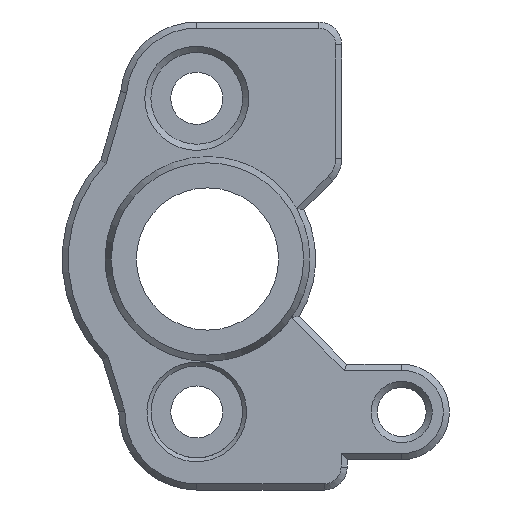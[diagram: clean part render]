
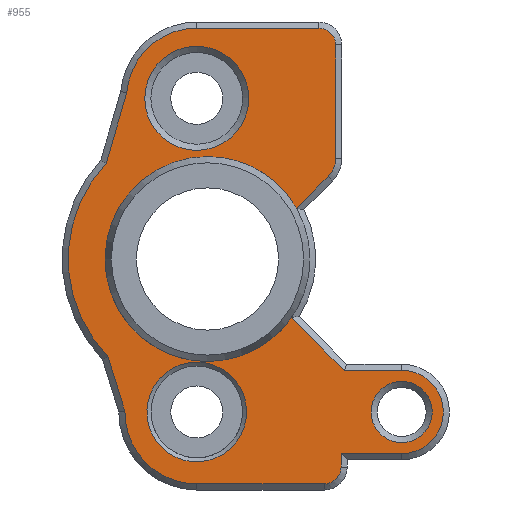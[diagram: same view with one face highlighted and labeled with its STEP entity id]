
A CAD part, front view. The second image highlights one B-rep face of the part: STEP entity #955.
In plain terms, the highlighted planar face has unit normal (0, -1, 0).
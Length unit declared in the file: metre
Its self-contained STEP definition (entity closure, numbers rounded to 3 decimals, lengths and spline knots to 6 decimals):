
#22=LINE('',#1509,#88);
#25=LINE('',#1515,#91);
#27=LINE('',#1527,#93);
#29=LINE('',#1539,#95);
#33=LINE('',#1551,#99);
#37=LINE('',#1563,#103);
#40=LINE('',#1572,#106);
#41=LINE('',#1574,#107);
#45=LINE('',#1583,#111);
#49=LINE('',#1593,#115);
#88=VECTOR('',#1188,1.);
#91=VECTOR('',#1193,1.);
#93=VECTOR('',#1207,1.);
#95=VECTOR('',#1221,1.);
#99=VECTOR('',#1233,1.);
#103=VECTOR('',#1245,1.);
#106=VECTOR('',#1256,1.);
#107=VECTOR('',#1259,1.);
#111=VECTOR('',#1265,1.);
#115=VECTOR('',#1277,1.);
#158=PLANE('',#1084);
#310=ORIENTED_EDGE('',*,*,#539,.F.);
#311=ORIENTED_EDGE('',*,*,#540,.F.);
#312=ORIENTED_EDGE('',*,*,#541,.F.);
#313=ORIENTED_EDGE('',*,*,#463,.F.);
#314=ORIENTED_EDGE('',*,*,#512,.T.);
#315=ORIENTED_EDGE('',*,*,#510,.T.);
#316=ORIENTED_EDGE('',*,*,#507,.T.);
#317=ORIENTED_EDGE('',*,*,#504,.T.);
#318=ORIENTED_EDGE('',*,*,#501,.T.);
#319=ORIENTED_EDGE('',*,*,#498,.T.);
#320=ORIENTED_EDGE('',*,*,#495,.T.);
#321=ORIENTED_EDGE('',*,*,#492,.T.);
#322=ORIENTED_EDGE('',*,*,#489,.T.);
#323=ORIENTED_EDGE('',*,*,#486,.T.);
#324=ORIENTED_EDGE('',*,*,#483,.T.);
#325=ORIENTED_EDGE('',*,*,#477,.T.);
#326=ORIENTED_EDGE('',*,*,#480,.T.);
#327=ORIENTED_EDGE('',*,*,#517,.T.);
#328=ORIENTED_EDGE('',*,*,#521,.T.);
#329=ORIENTED_EDGE('',*,*,#523,.T.);
#330=ORIENTED_EDGE('',*,*,#513,.T.);
#463=EDGE_CURVE('',#591,#592,#677,.T.);
#477=EDGE_CURVE('',#602,#605,#681,.T.);
#480=EDGE_CURVE('',#605,#607,#22,.T.);
#483=EDGE_CURVE('',#608,#602,#25,.T.);
#486=EDGE_CURVE('',#610,#608,#684,.T.);
#489=EDGE_CURVE('',#612,#610,#27,.T.);
#492=EDGE_CURVE('',#614,#612,#688,.T.);
#495=EDGE_CURVE('',#616,#614,#29,.T.);
#498=EDGE_CURVE('',#618,#616,#691,.T.);
#501=EDGE_CURVE('',#620,#618,#33,.T.);
#504=EDGE_CURVE('',#622,#620,#693,.T.);
#507=EDGE_CURVE('',#624,#622,#37,.T.);
#510=EDGE_CURVE('',#626,#624,#695,.T.);
#512=EDGE_CURVE('',#591,#626,#40,.T.);
#513=EDGE_CURVE('',#628,#592,#41,.T.);
#517=EDGE_CURVE('',#607,#631,#45,.T.);
#521=EDGE_CURVE('',#631,#633,#697,.T.);
#523=EDGE_CURVE('',#633,#628,#49,.T.);
#539=EDGE_CURVE('',#644,#644,#705,.T.);
#540=EDGE_CURVE('',#645,#645,#706,.T.);
#541=EDGE_CURVE('',#646,#646,#707,.T.);
#591=VERTEX_POINT('',#1468);
#592=VERTEX_POINT('',#1470);
#602=VERTEX_POINT('',#1497);
#605=VERTEX_POINT('',#1502);
#607=VERTEX_POINT('',#1508);
#608=VERTEX_POINT('',#1512);
#610=VERTEX_POINT('',#1518);
#612=VERTEX_POINT('',#1524);
#614=VERTEX_POINT('',#1530);
#616=VERTEX_POINT('',#1536);
#618=VERTEX_POINT('',#1542);
#620=VERTEX_POINT('',#1548);
#622=VERTEX_POINT('',#1554);
#624=VERTEX_POINT('',#1560);
#626=VERTEX_POINT('',#1566);
#628=VERTEX_POINT('',#1575);
#631=VERTEX_POINT('',#1582);
#633=VERTEX_POINT('',#1589);
#644=VERTEX_POINT('',#1628);
#645=VERTEX_POINT('',#1630);
#646=VERTEX_POINT('',#1632);
#677=CIRCLE('',#1028,0.00669);
#681=CIRCLE('',#1037,0.0011);
#684=CIRCLE('',#1043,0.0047);
#688=CIRCLE('',#1049,0.0091);
#691=CIRCLE('',#1054,0.00459);
#693=CIRCLE('',#1058,0.0011);
#695=CIRCLE('',#1062,0.0017);
#697=CIRCLE('',#1068,0.002725);
#705=CIRCLE('',#1085,0.0034);
#706=CIRCLE('',#1086,0.002);
#707=CIRCLE('',#1087,0.003259);
#762=EDGE_LOOP('',(#310));
#763=EDGE_LOOP('',(#311));
#764=EDGE_LOOP('',(#312));
#765=EDGE_LOOP('',(#313,#314,#315,#316,#317,#318,#319,#320,#321,#322,#323,
#324,#325,#326,#327,#328,#329,#330));
#852=FACE_BOUND('',#762,.T.);
#853=FACE_BOUND('',#763,.T.);
#854=FACE_BOUND('',#764,.T.);
#855=FACE_BOUND('',#765,.T.);
#955=ADVANCED_FACE('',(#852,#853,#854,#855),#158,.T.);
#1028=AXIS2_PLACEMENT_3D('',#1469,#1157,#1158);
#1037=AXIS2_PLACEMENT_3D('',#1503,#1182,#1183);
#1043=AXIS2_PLACEMENT_3D('',#1521,#1200,#1201);
#1049=AXIS2_PLACEMENT_3D('',#1533,#1214,#1215);
#1054=AXIS2_PLACEMENT_3D('',#1545,#1227,#1228);
#1058=AXIS2_PLACEMENT_3D('',#1557,#1239,#1240);
#1062=AXIS2_PLACEMENT_3D('',#1569,#1251,#1252);
#1068=AXIS2_PLACEMENT_3D('',#1590,#1272,#1273);
#1084=AXIS2_PLACEMENT_3D('',#1626,#1314,#1315);
#1085=AXIS2_PLACEMENT_3D('',#1627,#1316,#1317);
#1086=AXIS2_PLACEMENT_3D('',#1629,#1318,#1319);
#1087=AXIS2_PLACEMENT_3D('',#1631,#1320,#1321);
#1157=DIRECTION('',(0.,-1.,0.));
#1158=DIRECTION('',(0.,0.,1.));
#1182=DIRECTION('',(0.,-1.,0.));
#1183=DIRECTION('',(0.,0.,1.));
#1188=DIRECTION('',(0.,0.,1.));
#1193=DIRECTION('',(1.,0.,0.));
#1200=DIRECTION('',(0.,-1.,0.));
#1201=DIRECTION('',(0.,0.,1.));
#1207=DIRECTION('',(0.296,0.,-0.955));
#1214=DIRECTION('',(0.,-1.,0.));
#1215=DIRECTION('',(0.,0.,1.));
#1221=DIRECTION('',(-0.279,0.,-0.96));
#1227=DIRECTION('',(0.,-1.,0.));
#1228=DIRECTION('',(0.,0.,1.));
#1233=DIRECTION('',(-1.,0.,0.));
#1239=DIRECTION('',(0.,-1.,0.));
#1240=DIRECTION('',(0.,0.,1.));
#1245=DIRECTION('',(0.,0.,1.));
#1251=DIRECTION('',(0.,-1.,0.));
#1252=DIRECTION('',(0.,0.,1.));
#1256=DIRECTION('',(0.707,0.,0.707));
#1259=DIRECTION('',(-0.707,0.,0.707));
#1265=DIRECTION('',(1.,0.,0.));
#1272=DIRECTION('',(0.,-1.,0.));
#1273=DIRECTION('',(0.,0.,1.));
#1277=DIRECTION('',(-1.,0.,0.));
#1314=DIRECTION('',(0.,-1.,0.));
#1315=DIRECTION('',(1.,0.,0.));
#1316=DIRECTION('',(0.,-1.,0.));
#1317=DIRECTION('',(0.,0.,-1.));
#1318=DIRECTION('',(0.,-1.,0.));
#1319=DIRECTION('',(0.,0.,-1.));
#1320=DIRECTION('',(0.,-1.,0.));
#1321=DIRECTION('',(0.,0.,1.));
#1468=CARTESIAN_POINT('',(0.220861,0.004442,0.195924));
#1469=CARTESIAN_POINT('',(0.215046,0.004442,0.192616));
#1470=CARTESIAN_POINT('',(0.220533,0.004442,0.188788));
#1497=CARTESIAN_POINT('',(0.222676,0.004442,0.177916));
#1502=CARTESIAN_POINT('',(0.223776,0.004442,0.179016));
#1503=CARTESIAN_POINT('',(0.222676,0.004442,0.179016));
#1508=CARTESIAN_POINT('',(0.223776,0.004442,0.179891));
#1509=CARTESIAN_POINT('',(0.223776,0.004442,0.179016));
#1512=CARTESIAN_POINT('',(0.214346,0.004442,0.177916));
#1515=CARTESIAN_POINT('',(0.214346,0.004442,0.177916));
#1518=CARTESIAN_POINT('',(0.209646,0.004442,0.182675));
#1521=CARTESIAN_POINT('',(0.214346,0.004442,0.182616));
#1524=CARTESIAN_POINT('',(0.208536,0.004442,0.186257));
#1527=CARTESIAN_POINT('',(0.208536,0.004442,0.186257));
#1530=CARTESIAN_POINT('',(0.208425,0.004442,0.198859));
#1533=CARTESIAN_POINT('',(0.215046,0.004442,0.192616));
#1536=CARTESIAN_POINT('',(0.209771,0.004442,0.20349));
#1539=CARTESIAN_POINT('',(0.209771,0.004442,0.20349));
#1542=CARTESIAN_POINT('',(0.214346,0.004442,0.207706));
#1545=CARTESIAN_POINT('',(0.214346,0.004442,0.203116));
#1548=CARTESIAN_POINT('',(0.222325,0.004442,0.207706));
#1551=CARTESIAN_POINT('',(0.222325,0.004442,0.207706));
#1554=CARTESIAN_POINT('',(0.223425,0.004442,0.206606));
#1557=CARTESIAN_POINT('',(0.222325,0.004442,0.206606));
#1560=CARTESIAN_POINT('',(0.223425,0.004442,0.199192));
#1563=CARTESIAN_POINT('',(0.223425,0.004442,0.199192));
#1566=CARTESIAN_POINT('',(0.222927,0.004442,0.19799));
#1569=CARTESIAN_POINT('',(0.221725,0.004442,0.199192));
#1572=CARTESIAN_POINT('',(0.217677,0.004442,0.19274));
#1574=CARTESIAN_POINT('',(0.22398,0.004442,0.185341));
#1575=CARTESIAN_POINT('',(0.22398,0.004442,0.185341));
#1582=CARTESIAN_POINT('',(0.227737,0.004442,0.179891));
#1583=CARTESIAN_POINT('',(0.223776,0.004442,0.179891));
#1589=CARTESIAN_POINT('',(0.227737,0.004442,0.185341));
#1590=CARTESIAN_POINT('',(0.227737,0.004442,0.182616));
#1593=CARTESIAN_POINT('',(0.227737,0.004442,0.185341));
#1626=CARTESIAN_POINT('',(0.213846,0.004442,0.196571));
#1627=CARTESIAN_POINT('',(0.214346,0.004442,0.203116));
#1628=CARTESIAN_POINT('',(0.214346,0.004442,0.199716));
#1629=CARTESIAN_POINT('',(0.227737,0.004442,0.182616));
#1630=CARTESIAN_POINT('',(0.227737,0.004442,0.180616));
#1631=CARTESIAN_POINT('',(0.214346,0.004442,0.182616));
#1632=CARTESIAN_POINT('',(0.214346,0.004442,0.185875));
